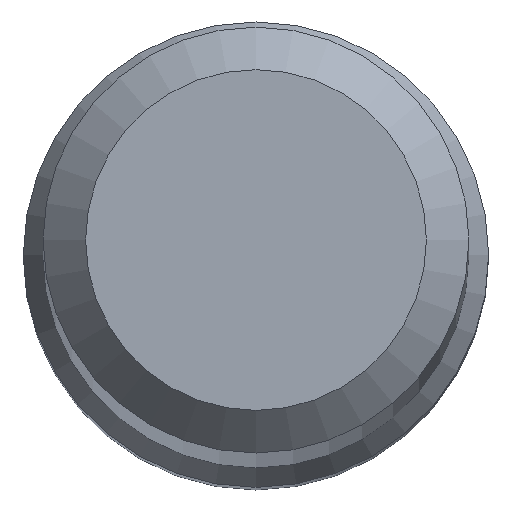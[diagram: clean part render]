
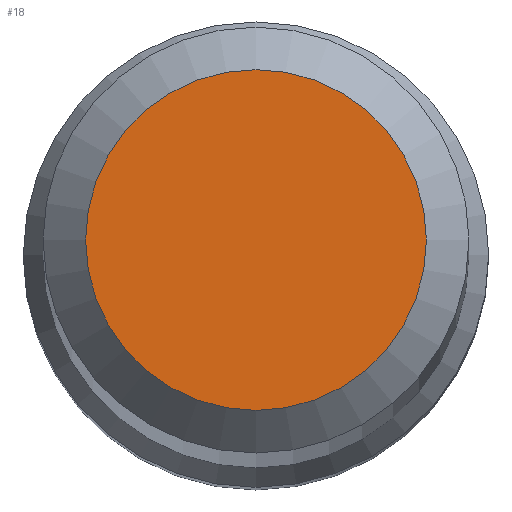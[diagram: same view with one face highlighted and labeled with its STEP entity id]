
A CAD part, top view. The second image highlights one B-rep face of the part: STEP entity #18.
In plain terms, the highlighted planar face has unit normal (0, 0, 1).
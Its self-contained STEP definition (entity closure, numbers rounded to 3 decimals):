
#15 = DIRECTION ( 'NONE',  ( 0., 0., -1. ) ) ;
#18 = ADVANCED_FACE ( 'NONE', ( #220 ), #144, .T. ) ;
#37 = AXIS2_PLACEMENT_3D ( 'NONE', #142, #181, #240 ) ;
#67 = EDGE_CURVE ( 'NONE', #170, #170, #192, .T. ) ;
#142 = CARTESIAN_POINT ( 'NONE',  ( 0., 0., 70. ) ) ;
#144 = PLANE ( 'NONE',  #37 ) ;
#161 = DIRECTION ( 'NONE',  ( 0., 1., 0. ) ) ;
#170 = VERTEX_POINT ( 'NONE', #206 ) ;
#181 = DIRECTION ( 'NONE',  ( 0., 0., 1. ) ) ;
#185 = CARTESIAN_POINT ( 'NONE',  ( 0., 0., 70. ) ) ;
#192 = CIRCLE ( 'NONE', #222, 1.2 ) ;
#200 = EDGE_LOOP ( 'NONE', ( #217 ) ) ;
#206 = CARTESIAN_POINT ( 'NONE',  ( 0., 1.2, 70. ) ) ;
#217 = ORIENTED_EDGE ( 'NONE', *, *, #67, .F. ) ;
#220 = FACE_OUTER_BOUND ( 'NONE', #200, .T. ) ;
#222 = AXIS2_PLACEMENT_3D ( 'NONE', #185, #15, #161 ) ;
#240 = DIRECTION ( 'NONE',  ( 0., -1., 0. ) ) ;
